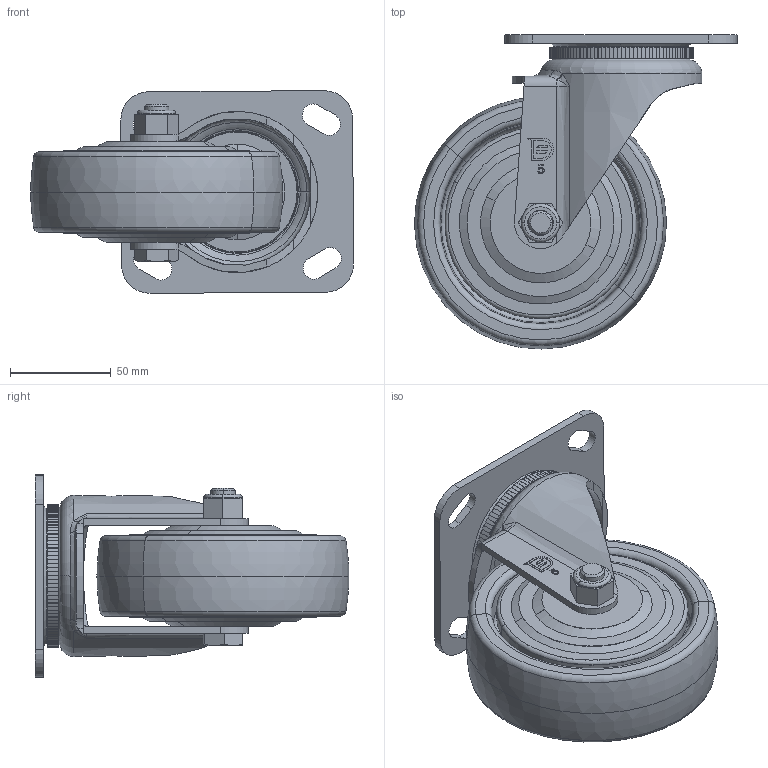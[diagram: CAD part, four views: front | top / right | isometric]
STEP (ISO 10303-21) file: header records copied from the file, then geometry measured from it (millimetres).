
FILE_DESCRIPTION (( 'STEP AP203' ), '1' );
FILE_NAME ('11510500442043.STEP', '2025-04-23T02:47:00', ( '20241006' ), ( '' ), 'SwSTEP 2.0', 'SolidWorks 2021', '' );
FILE_SCHEMA (( 'CONFIG_CONTROL_DESIGN' ));
Length unit declared in the file: millimetre
Products named in the file (10): ^_11510500072013.STEP; 葩璃 (5) ^_11510500072013.STEP; 5''''防尘盖（铁）; 葩璃 (3) ^_11510500072013.STEP; 葩璃 (4) ^_11510500072013.STEP; 葩璃 (6) ^_11510500072013.STEP; 11510500442043; 葩璃 (2) ^_11510500072013.STEP; 5''''(?125x40中寬42-03孔)透明MRC輪; ^11510500072013.STEP
Assembly tree (10 placements, depth 3):
  11510500442043
    ^11510500072013.STEP
      ^_11510500072013.STEP
      葩璃 (2) ^_11510500072013.STEP
      葩璃 (3) ^_11510500072013.STEP
      葩璃 (4) ^_11510500072013.STEP
      葩璃 (5) ^_11510500072013.STEP
      葩璃 (6) ^_11510500072013.STEP
    5''''防尘盖（铁）  x2
    5''''(?125x40中寬42-03孔)透明MRC輪
Bounding box: 160.18 x 155.69 x 100.48 mm (x, y, z)
Volume: 431051.3 mm3; surface area: 148542.9 mm2
Topology: 9 solids, 9 shells, 552 faces, 1445 edges, 925 vertices
Faces by surface type: plane 222, cylinder 180, torus 74, cone 49, bspline 27
Entity records: 19321 total; most frequent: CARTESIAN_POINT 4966, DIRECTION 2869, ORIENTED_EDGE 2778, EDGE_CURVE 1389, AXIS2_PLACEMENT_3D 1070, VERTEX_POINT 893, LINE 729, VECTOR 729
